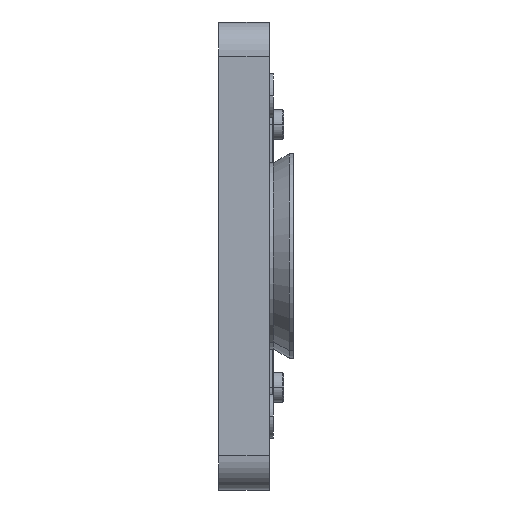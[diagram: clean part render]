
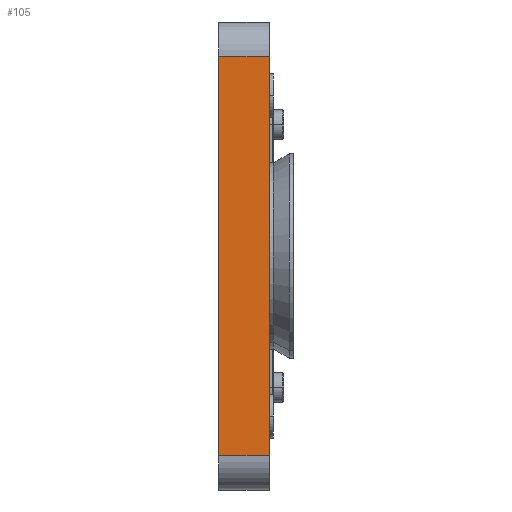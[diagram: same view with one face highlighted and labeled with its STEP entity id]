
A CAD part, left-side view. The second image highlights one B-rep face of the part: STEP entity #105.
In plain terms, the highlighted planar face has unit normal (-1, 0, 0).
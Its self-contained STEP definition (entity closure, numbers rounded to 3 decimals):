
#105 = ADVANCED_FACE ( 'NONE', ( #7940 ), #10673, .F. ) ;
#180 = VERTEX_POINT ( 'NONE', #22313 ) ;
#259 = AXIS2_PLACEMENT_3D ( 'NONE', #17992, #7061, #19821 ) ;
#1367 = DIRECTION ( 'NONE',  ( 0., 1., 0. ) ) ;
#2045 = VERTEX_POINT ( 'NONE', #22534 ) ;
#2285 = LINE ( 'NONE', #6318, #7147 ) ;
#2892 = EDGE_LOOP ( 'NONE', ( #18027, #23138, #3365, #22236 ) ) ;
#3052 = CARTESIAN_POINT ( 'NONE',  ( -63.5, 0., 49.884 ) ) ;
#3146 = LINE ( 'NONE', #19426, #17159 ) ;
#3365 = ORIENTED_EDGE ( 'NONE', *, *, #9586, .F. ) ;
#3856 = EDGE_CURVE ( 'NONE', #180, #13474, #2285, .T. ) ;
#4415 = VECTOR ( 'NONE', #1367, 1000. ) ;
#5001 = CARTESIAN_POINT ( 'NONE',  ( -63.5, 0., 49.884 ) ) ;
#5324 = VECTOR ( 'NONE', #13984, 1000. ) ;
#5478 = EDGE_CURVE ( 'NONE', #2045, #13474, #9866, .T. ) ;
#6318 = CARTESIAN_POINT ( 'NONE',  ( -63.5, 12.7, 49.884 ) ) ;
#7061 = DIRECTION ( 'NONE',  ( 1., 0., 0. ) ) ;
#7147 = VECTOR ( 'NONE', #8453, 1000. ) ;
#7940 = FACE_OUTER_BOUND ( 'NONE', #2892, .T. ) ;
#8151 = VERTEX_POINT ( 'NONE', #5001 ) ;
#8453 = DIRECTION ( 'NONE',  ( 0., 0., -1. ) ) ;
#8492 = DIRECTION ( 'NONE',  ( 0., 0., -1. ) ) ;
#9586 = EDGE_CURVE ( 'NONE', #8151, #2045, #3146, .T. ) ;
#9866 = LINE ( 'NONE', #23205, #4415 ) ;
#10221 = EDGE_CURVE ( 'NONE', #8151, #180, #15032, .T. ) ;
#10673 = PLANE ( 'NONE',  #259 ) ;
#13474 = VERTEX_POINT ( 'NONE', #22380 ) ;
#13984 = DIRECTION ( 'NONE',  ( 0., 1., 0. ) ) ;
#15032 = LINE ( 'NONE', #3052, #5324 ) ;
#17159 = VECTOR ( 'NONE', #8492, 1000. ) ;
#17992 = CARTESIAN_POINT ( 'NONE',  ( -63.5, 0., 49.884 ) ) ;
#18027 = ORIENTED_EDGE ( 'NONE', *, *, #3856, .T. ) ;
#19426 = CARTESIAN_POINT ( 'NONE',  ( -63.5, 0., 49.884 ) ) ;
#19821 = DIRECTION ( 'NONE',  ( 0., 0., -1. ) ) ;
#22236 = ORIENTED_EDGE ( 'NONE', *, *, #10221, .T. ) ;
#22313 = CARTESIAN_POINT ( 'NONE',  ( -63.5, 12.7, 49.884 ) ) ;
#22380 = CARTESIAN_POINT ( 'NONE',  ( -63.5, 12.7, -49.884 ) ) ;
#22534 = CARTESIAN_POINT ( 'NONE',  ( -63.5, 0., -49.884 ) ) ;
#23138 = ORIENTED_EDGE ( 'NONE', *, *, #5478, .F. ) ;
#23205 = CARTESIAN_POINT ( 'NONE',  ( -63.5, 0., -49.884 ) ) ;
